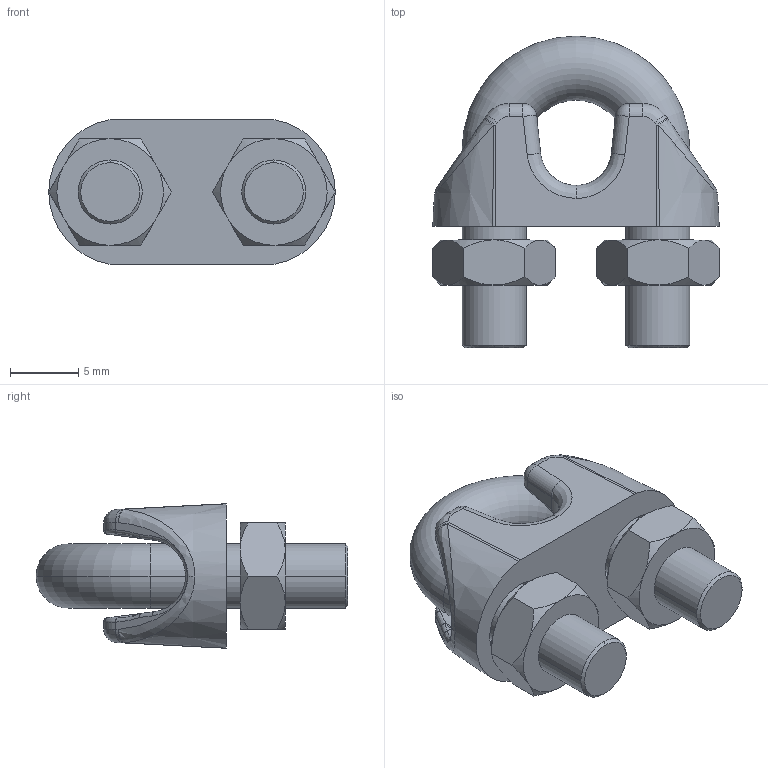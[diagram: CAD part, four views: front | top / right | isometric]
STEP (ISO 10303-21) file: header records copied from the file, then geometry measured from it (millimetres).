
FILE_DESCRIPTION (( 'STEP AP203' ), '1' );
FILE_NAME ('T38100.STEP', '2018-07-20T16:14:14', ( '' ), ( '' ), 'SwSTEP 2.0', 'SolidWorks 2016', '' );
FILE_SCHEMA (( 'CONFIG_CONTROL_DESIGN' ));
Length unit declared in the file: millimetre
Products named in the file (1): T38100
Bounding box: 21.01 x 22.85 x 10.6 mm (x, y, z)
Volume: 1730.7 mm3; surface area: 1774 mm2
Topology: 2 solids, 2 shells, 181 faces, 444 edges, 261 vertices
Faces by surface type: cylinder 50, bspline 48, plane 39, cone 30, sphere 12, torus 2
Entity records: 6865 total; most frequent: CARTESIAN_POINT 3075, ORIENTED_EDGE 872, DIRECTION 678, EDGE_CURVE 436, AXIS2_PLACEMENT_3D 274, VERTEX_POINT 261, EDGE_LOOP 187, FACE_OUTER_BOUND 181
